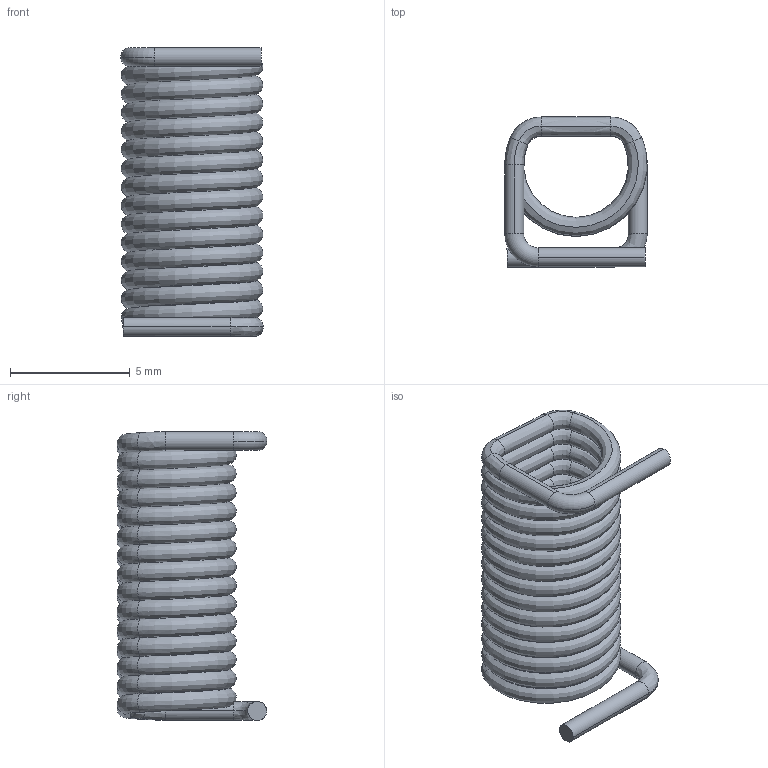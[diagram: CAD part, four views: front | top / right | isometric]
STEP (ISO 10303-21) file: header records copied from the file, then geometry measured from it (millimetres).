
FILE_DESCRIPTION (( 'STEP AP214' ), '1' );
FILE_NAME ('Coilcraft-2222SQ-301.STEP', '2018-12-29T10:47:40', ( '' ), ( '' ), 'SwSTEP 2.0', 'SolidWorks 2018', '' );
FILE_SCHEMA (( 'AUTOMOTIVE_DESIGN' ));
Length unit declared in the file: millimetre
Products named in the file (1): Coilcraft-2222SQ-301
Bounding box: 5.94 x 6.25 x 12.04 mm (x, y, z)
Volume: 117.8 mm3; surface area: 597.9 mm2
Topology: 1 solids, 1 shells, 136 faces, 276 edges, 142 vertices
Faces by surface type: bspline 128, cylinder 4, torus 2, plane 2
Entity records: 14876 total; most frequent: CARTESIAN_POINT 11198, ORIENTED_EDGE 552, DIRECTION 320, EDGE_CURVE 276, AXIS2_PLACEMENT_3D 156, CIRCLE 147, VERTEX_POINT 142, UNCERTAINTY_MEASURE_WITH_UNIT 139
